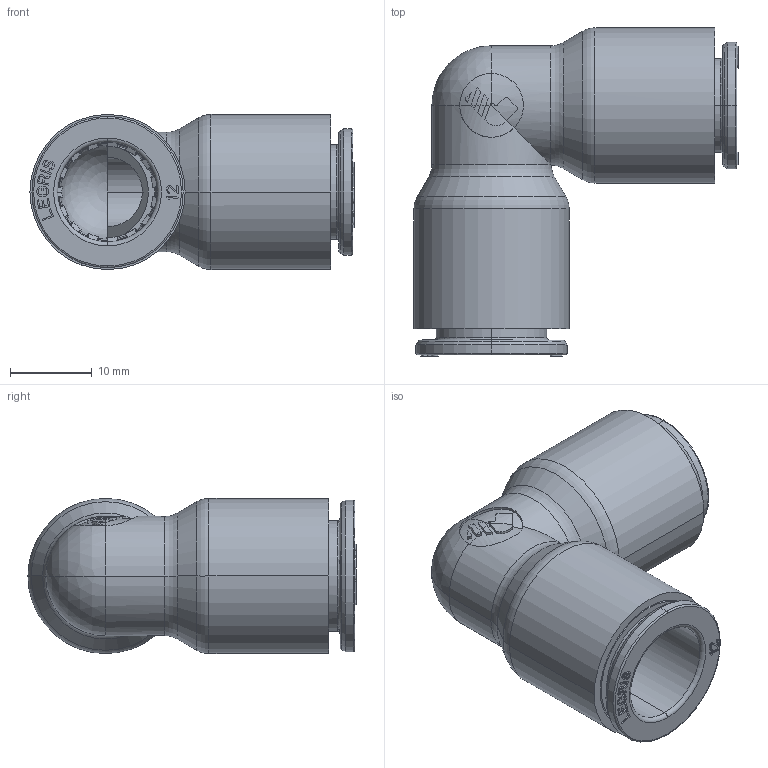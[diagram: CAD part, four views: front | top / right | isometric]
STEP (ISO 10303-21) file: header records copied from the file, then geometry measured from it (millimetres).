
FILE_DESCRIPTION(('STEP AP214'),'1');
FILE_NAME('6802_10_12.stp','2016-07-07T14:39:32',('TraceParts'),('TraceParts S.A.'),'Spatial InterOp 3D',' ',' ');
FILE_SCHEMA(('automotive_design'));
Length unit declared in the file: millimetre
Products named in the file (13): V802-10-12_ASM|Next assembly relationship#44112-19_ASM|Next assembly relationship#44112-21_ASM|Next assembly relationship#44112-32;44112-32; V802-10-12_ASM|Next assembly relationship#44112-19_ASM|Next assembly relationship#44112-21_ASM|Next assembly relationship#44112-30;44112-30; V802-10-12_ASM|Next assembly relationship#44112-19_ASM|Next assembly relationship#44112-21_ASM|Next assembly relationship#44112;44112; V802-10-12_ASM|Next assembly relationship#44112-19_ASM|Next assembly relationship#44112-40;44112-40; V802-10-12_ASM|Next assembly relationship#V800-10-00_ASM_ASM|Next assembly relationship#44110-39_ASM;44110-39_ASM; V802-10-12_ASM|Next assembly relationship#V800-10-00_ASM_ASM|Next assembly relationship#44110-38;44110-38; V802-10-12_ASM|Next assembly relationship#V800-10-00_ASM_ASM|Next assembly relationship#44110;44110; V802-10-12_ASM|Next assembly relationship#V800-10-00_ASM_ASM|Next assembly relationship#44110-40;44110-40; V802-10-12_ASM|Next assembly relationship#V800-10-00_ASM_ASM|Next assembly relationship#44110-11-10-ASM;44110-11-10-ASM; V802-10-12_ASM|Next assembly relationship#44522-51;44522-51; V802-10-12_ASM|Next assembly relationship#44112-11-10-ASM;44112-11-10-ASM
Bounding box: 39.64 x 40.14 x 18.98 mm (x, y, z)
Volume: 7995.9 mm3; surface area: 12013.7 mm2
Topology: 13 solids, 13 shells, 1382 faces, 3452 edges, 2130 vertices
Faces by surface type: plane 514, cylinder 276, torus 221, cone 180, bspline 180, sphere 11
Entity records: 49652 total; most frequent: CARTESIAN_POINT 17377, ORIENTED_EDGE 6892, DIRECTION 6388, EDGE_CURVE 3446, AXIS2_PLACEMENT_3D 2270, VERTEX_POINT 2130, LINE 1848, VECTOR 1848
